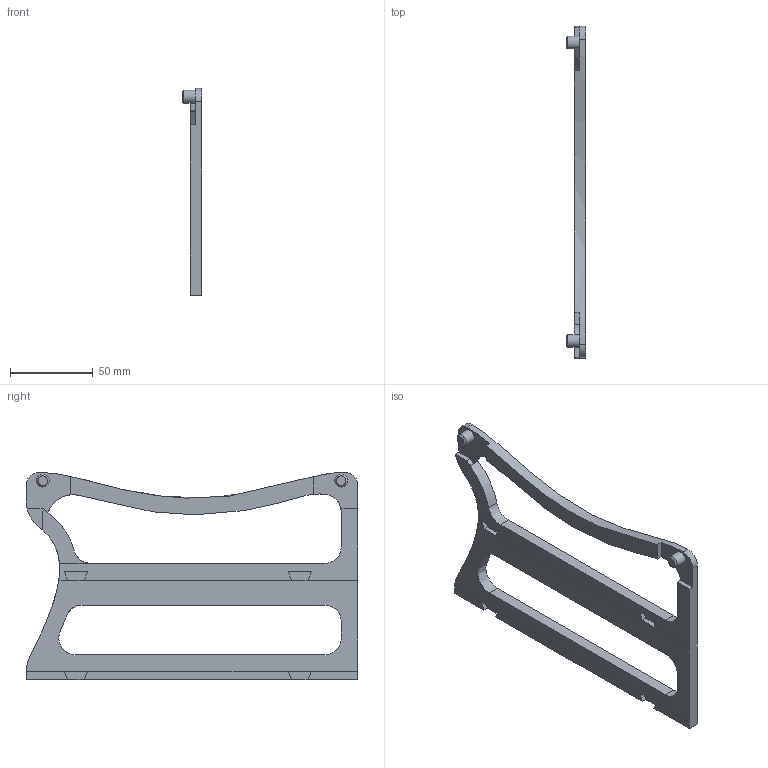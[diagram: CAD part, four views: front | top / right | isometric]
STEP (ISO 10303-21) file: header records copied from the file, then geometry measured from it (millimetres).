
FILE_DESCRIPTION(/* description */ (''),/* implementation_level */ '2;1');
FILE_NAME(/* name */ 'RSideHolder.step',/* time_stamp */ '2026-02-16T16:42:34+01:00',/* author */ (''),/* organization */ (''),/* preprocessor_version */ 'ST-DEVELOPER v20.1',/* originating_system */ 'Autodesk Translation Framework v14.24.0.0',/* authorisation */ '');
FILE_SCHEMA (('AUTOMOTIVE_DESIGN { 1 0 10303 214 3 1 1 }'));
Length unit declared in the file: millimetre
Products named in the file (1): FilaManager
Bounding box: 12 x 200 x 125 mm (x, y, z)
Volume: 77193.8 mm3; surface area: 33375 mm2
Topology: 1 solids, 1 shells, 72 faces, 199 edges, 130 vertices
Faces by surface type: plane 44, bspline 15, cylinder 11, cone 2
Full cylindrical faces by diameter (mm): 7.7 x2
Entity records: 3023 total; most frequent: CARTESIAN_POINT 1270, ORIENTED_EDGE 398, DIRECTION 294, EDGE_CURVE 199, VERTEX_POINT 130, LINE 120, VECTOR 120, AXIS2_PLACEMENT_3D 87
